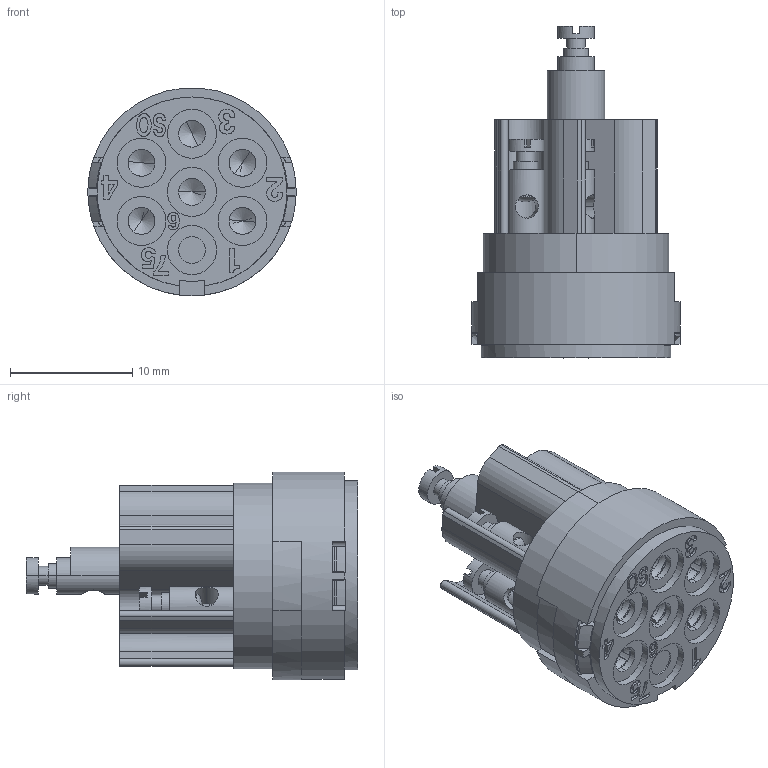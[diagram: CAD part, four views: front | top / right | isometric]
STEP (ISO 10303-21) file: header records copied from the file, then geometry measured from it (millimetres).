
FILE_DESCRIPTION((''),'2;1');
FILE_NAME('HR23006F_26_1_SW0001','2017-07-12T',('y.wang'),(''),'PRO/ENGINEER BY PARAMETRIC TECHNOLOGY CORPORATION, 2012480','PRO/ENGINEER BY PARAMETRIC TECHNOLOGY CORPORATION, 2012480','');
FILE_SCHEMA(('CONFIG_CONTROL_DESIGN'));
Length unit declared in the file: millimetre
Products named in the file (1): HR23006F_26_1_SW0001
Bounding box: 17 x 27.1 x 16.96 mm (x, y, z)
Volume: 2524.6 mm3; surface area: 4746.4 mm2
Topology: 1 solids, 1 shells, 954 faces, 2706 edges, 1801 vertices
Faces by surface type: plane 346, cylinder 254, extrusion 246, cone 68, torus 28, sphere 12
Entity records: 33300 total; most frequent: CARTESIAN_POINT 8905, ORIENTED_EDGE 5364, DIRECTION 4550, EDGE_CURVE 2682, VERTEX_POINT 1801, AXIS2_PLACEMENT_3D 1548, VECTOR 1454, LINE 1208
